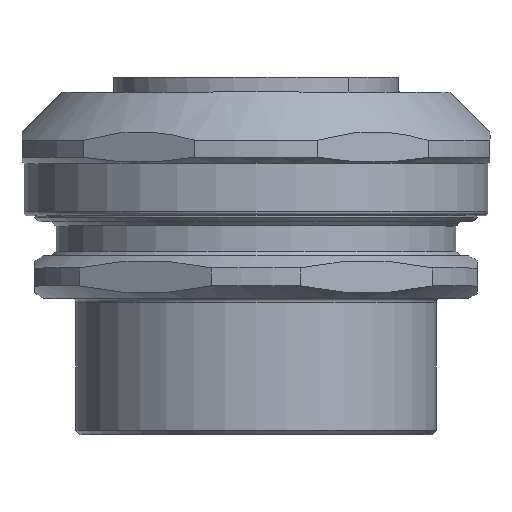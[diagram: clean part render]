
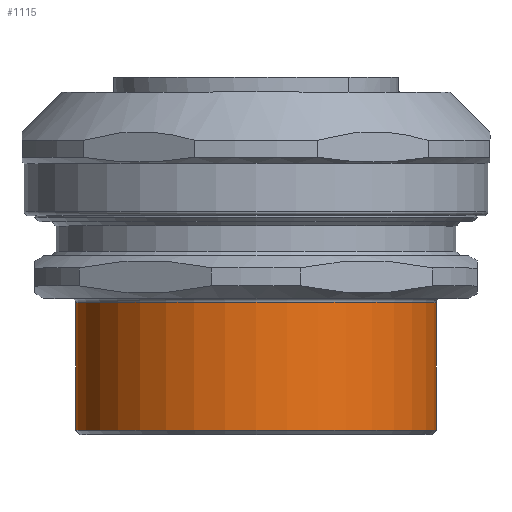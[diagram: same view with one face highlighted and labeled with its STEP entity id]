
A CAD part, top view. The second image highlights one B-rep face of the part: STEP entity #1115.
In plain terms, the highlighted cylindrical face has radius 21.2 mm (diameter 42.4 mm), a full revolution.
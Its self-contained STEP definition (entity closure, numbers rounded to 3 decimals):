
#155=FACE_OUTER_BOUND('',#224,.T.);
#224=EDGE_LOOP('',(#806,#807,#808,#809,#810,#811));
#307=CIRCLE('',#1229,21.2);
#308=CIRCLE('',#1230,21.2);
#310=CIRCLE('',#1233,21.2);
#311=CIRCLE('',#1234,21.2);
#372=LINE('',#2014,#417);
#417=VECTOR('',#1468,21.2);
#490=VERTEX_POINT('',#2002);
#491=VERTEX_POINT('',#2003);
#493=VERTEX_POINT('',#2010);
#494=VERTEX_POINT('',#2011);
#609=EDGE_CURVE('',#490,#491,#307,.T.);
#610=EDGE_CURVE('',#491,#490,#308,.T.);
#613=EDGE_CURVE('',#493,#494,#310,.T.);
#614=EDGE_CURVE('',#494,#493,#311,.T.);
#615=EDGE_CURVE('',#494,#491,#372,.T.);
#806=ORIENTED_EDGE('',*,*,#613,.F.);
#807=ORIENTED_EDGE('',*,*,#614,.F.);
#808=ORIENTED_EDGE('',*,*,#615,.T.);
#809=ORIENTED_EDGE('',*,*,#609,.F.);
#810=ORIENTED_EDGE('',*,*,#610,.F.);
#811=ORIENTED_EDGE('',*,*,#615,.F.);
#1008=CYLINDRICAL_SURFACE('',#1232,21.2);
#1115=ADVANCED_FACE('',(#155),#1008,.T.);
#1229=AXIS2_PLACEMENT_3D('',#2004,#1455,#1456);
#1230=AXIS2_PLACEMENT_3D('',#2005,#1457,#1458);
#1232=AXIS2_PLACEMENT_3D('',#2009,#1462,#1463);
#1233=AXIS2_PLACEMENT_3D('',#2012,#1464,#1465);
#1234=AXIS2_PLACEMENT_3D('',#2013,#1466,#1467);
#1455=DIRECTION('center_axis',(0.,-1.,0.));
#1456=DIRECTION('ref_axis',(1.,0.,0.));
#1457=DIRECTION('center_axis',(0.,-1.,0.));
#1458=DIRECTION('ref_axis',(1.,0.,0.));
#1462=DIRECTION('center_axis',(0.,1.,0.));
#1463=DIRECTION('ref_axis',(-1.,0.,0.));
#1464=DIRECTION('center_axis',(0.,1.,0.));
#1465=DIRECTION('ref_axis',(-1.,0.,0.));
#1466=DIRECTION('center_axis',(0.,1.,0.));
#1467=DIRECTION('ref_axis',(-1.,0.,0.));
#1468=DIRECTION('',(0.,-1.,0.));
#2002=CARTESIAN_POINT('',(101.626,-122.88,148.472));
#2003=CARTESIAN_POINT('',(144.026,-122.88,148.472));
#2004=CARTESIAN_POINT('Origin',(122.826,-122.88,148.472));
#2005=CARTESIAN_POINT('Origin',(122.826,-122.88,148.472));
#2009=CARTESIAN_POINT('Origin',(122.826,-115.63,148.472));
#2010=CARTESIAN_POINT('',(122.826,-107.88,127.272));
#2011=CARTESIAN_POINT('',(144.026,-107.88,148.472));
#2012=CARTESIAN_POINT('Origin',(122.826,-107.88,148.472));
#2013=CARTESIAN_POINT('Origin',(122.826,-107.88,148.472));
#2014=CARTESIAN_POINT('',(144.026,-115.63,148.472));
